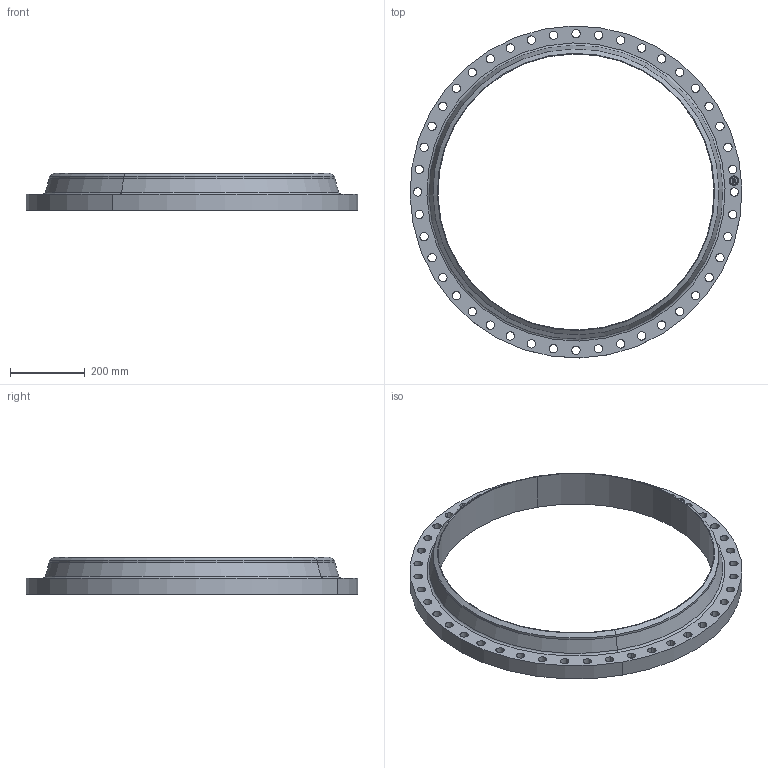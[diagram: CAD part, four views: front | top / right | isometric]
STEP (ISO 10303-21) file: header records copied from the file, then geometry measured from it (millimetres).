
FILE_DESCRIPTION(('3D STEP'),'2;1');
FILE_NAME('30-150-WELD-NECK-RF-XH-B-FLANGE.stp','2013-03-25T05:37:54+00:00',('Texas Flange'),(''),'CATIA Version 5 Release 20 SP 6 (IN-10)','CATIA V5 STEP AP214','800-826-3801');
FILE_SCHEMA(('AUTOMOTIVE_DESIGN { 1 0 10303 214 1 1 1 1 }'));
Length unit declared in the file: inch
Products named in the file (1): 30-150-WELD-NECK-RF-XH-B-FLANGE
Bounding box: 887.23 x 887.23 x 100.15 mm (x, y, z)
Volume: 9748729 mm3; surface area: 928667 mm2
Topology: 1 solids, 1 shells, 491 faces, 1404 edges, 934 vertices
Faces by surface type: plane 369, cylinder 116, cone 4, torus 2
Entity records: 18082 total; most frequent: ORIENTED_EDGE 2808, CARTESIAN_POINT 2745, DIRECTION 2216, EDGE_CURVE 1404, VECTOR 1164, LINE 1164, VERTEX_POINT 934, AXIS2_PLACEMENT_3D 647
